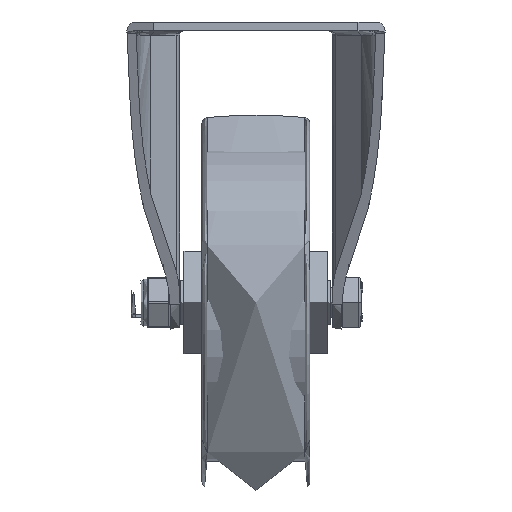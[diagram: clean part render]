
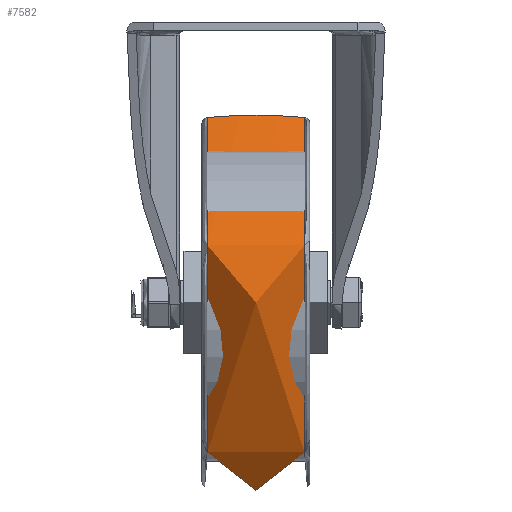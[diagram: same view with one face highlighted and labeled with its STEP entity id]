
A CAD part, left-side view. The second image highlights one B-rep face of the part: STEP entity #7582.
In plain terms, the highlighted free-form (B-spline) face has degree [2, 2] with [3, 9] control points.
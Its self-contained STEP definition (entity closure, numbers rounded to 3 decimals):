
#29=(
BOUNDED_SURFACE()
B_SPLINE_SURFACE(2,2,((#14079,#14080,#14081,#14082,#14083,#14084,#14085,
#14086,#14087),(#14088,#14089,#14090,#14091,#14092,#14093,#14094,#14095,
#14096),(#14097,#14098,#14099,#14100,#14101,#14102,#14103,#14104,#14105)),
 .UNSPECIFIED.,.F.,.T.,.F.)
B_SPLINE_SURFACE_WITH_KNOTS((3,3),(3,2,2,2,3),(-0.1,0.1),
(-3.142,-1.571,0.,1.571,3.142),
 .UNSPECIFIED.)
GEOMETRIC_REPRESENTATION_ITEM()
RATIONAL_B_SPLINE_SURFACE(((1.,0.707,1.,0.707,1.,
0.707,1.,0.707,1.),(0.995,0.704,
0.995,0.704,0.995,0.704,
0.995,0.704,0.995),(1.,0.707,
1.,0.707,1.,0.707,1.,0.707,1.)))
REPRESENTATION_ITEM('')
SURFACE()
);
#899=FACE_OUTER_BOUND('',#1362,.T.);
#1362=EDGE_LOOP('',(#5779,#5780,#5781,#5782));
#3000=CIRCLE('',#8251,61.691);
#3001=CIRCLE('',#8252,162.5);
#3002=CIRCLE('',#8253,61.691);
#3430=VERTEX_POINT('',#14076);
#3431=VERTEX_POINT('',#14106);
#4275=EDGE_CURVE('',#3430,#3430,#3000,.T.);
#4276=EDGE_CURVE('',#3430,#3431,#3001,.T.);
#4277=EDGE_CURVE('',#3431,#3431,#3002,.T.);
#5779=ORIENTED_EDGE('',*,*,#4275,.F.);
#5780=ORIENTED_EDGE('',*,*,#4276,.T.);
#5781=ORIENTED_EDGE('',*,*,#4277,.T.);
#5782=ORIENTED_EDGE('',*,*,#4276,.F.);
#7582=ADVANCED_FACE('',(#899),#29,.F.);
#8251=AXIS2_PLACEMENT_3D('',#14078,#9477,#9478);
#8252=AXIS2_PLACEMENT_3D('',#14107,#9479,#9480);
#8253=AXIS2_PLACEMENT_3D('',#14108,#9481,#9482);
#9477=DIRECTION('center_axis',(0.,-1.,0.));
#9478=DIRECTION('ref_axis',(0.,0.,1.));
#9479=DIRECTION('center_axis',(-1.,0.,0.));
#9480=DIRECTION('ref_axis',(0.,0.,
1.));
#9481=DIRECTION('center_axis',(0.,-1.,0.));
#9482=DIRECTION('ref_axis',(0.,0.,1.));
#14076=CARTESIAN_POINT('',(0.,-16.199,61.691));
#14078=CARTESIAN_POINT('Origin',(0.,-16.199,0.));
#14079=CARTESIAN_POINT('Ctrl Pts',(0.,16.199,61.691));
#14080=CARTESIAN_POINT('Ctrl Pts',(-61.691,16.199,61.691));
#14081=CARTESIAN_POINT('Ctrl Pts',(-61.691,16.199,0.));
#14082=CARTESIAN_POINT('Ctrl Pts',(-61.691,16.199,-61.691));
#14083=CARTESIAN_POINT('Ctrl Pts',(0.,16.199,-61.691));
#14084=CARTESIAN_POINT('Ctrl Pts',(61.691,16.199,-61.691));
#14085=CARTESIAN_POINT('Ctrl Pts',(61.691,16.199,0.));
#14086=CARTESIAN_POINT('Ctrl Pts',(61.691,16.199,61.691));
#14087=CARTESIAN_POINT('Ctrl Pts',(0.,16.199,61.691));
#14088=CARTESIAN_POINT('Ctrl Pts',(0.,0.,63.314));
#14089=CARTESIAN_POINT('Ctrl Pts',(-63.314,0.,
63.314));
#14090=CARTESIAN_POINT('Ctrl Pts',(-63.314,0.,
0.));
#14091=CARTESIAN_POINT('Ctrl Pts',(-63.314,0.,
-63.314));
#14092=CARTESIAN_POINT('Ctrl Pts',(0.,0.,-63.314));
#14093=CARTESIAN_POINT('Ctrl Pts',(63.314,0.,
-63.314));
#14094=CARTESIAN_POINT('Ctrl Pts',(63.314,0.,
0.));
#14095=CARTESIAN_POINT('Ctrl Pts',(63.314,0.,
63.314));
#14096=CARTESIAN_POINT('Ctrl Pts',(0.,0.,63.314));
#14097=CARTESIAN_POINT('Ctrl Pts',(0.,-16.199,61.691));
#14098=CARTESIAN_POINT('Ctrl Pts',(-61.691,-16.199,
61.691));
#14099=CARTESIAN_POINT('Ctrl Pts',(-61.691,-16.199,
0.));
#14100=CARTESIAN_POINT('Ctrl Pts',(-61.691,-16.199,
-61.691));
#14101=CARTESIAN_POINT('Ctrl Pts',(0.,-16.199,-61.691));
#14102=CARTESIAN_POINT('Ctrl Pts',(61.691,-16.199,-61.691));
#14103=CARTESIAN_POINT('Ctrl Pts',(61.691,-16.199,0.));
#14104=CARTESIAN_POINT('Ctrl Pts',(61.691,-16.199,61.691));
#14105=CARTESIAN_POINT('Ctrl Pts',(0.,-16.199,61.691));
#14106=CARTESIAN_POINT('',(0.,16.199,61.691));
#14107=CARTESIAN_POINT('Origin',(0.,0.,
-100.));
#14108=CARTESIAN_POINT('Origin',(0.,16.199,0.));
